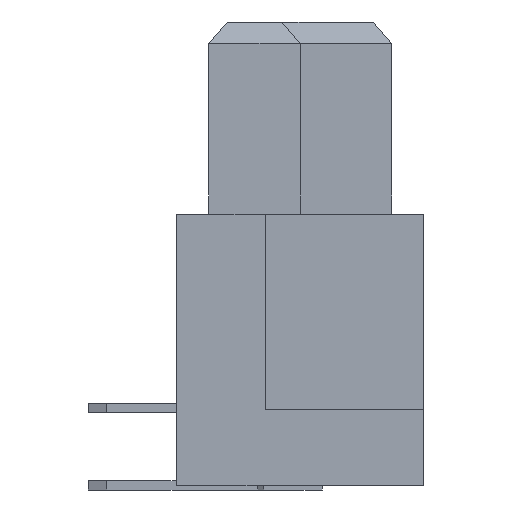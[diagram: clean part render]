
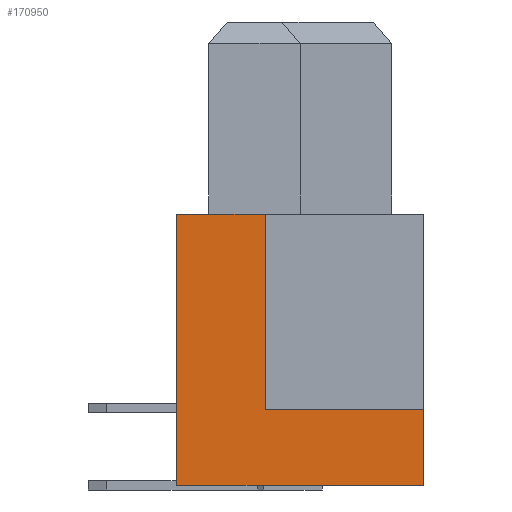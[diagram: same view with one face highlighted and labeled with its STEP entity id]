
A CAD part, left-side view. The second image highlights one B-rep face of the part: STEP entity #170950.
In plain terms, the highlighted planar face has unit normal (-1, 0, 0).
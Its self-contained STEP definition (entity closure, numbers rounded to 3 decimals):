
#167030=CARTESIAN_POINT('',(5.63,0.,-1.2));
#167040=VERTEX_POINT('',#167030);
#167320=CARTESIAN_POINT('',(5.63,0.,-3.7));
#167330=VERTEX_POINT('',#167320);
#167360=CARTESIAN_POINT('',(5.63,0.,5.2));
#167370=DIRECTION('',(0.,0.,-1.));
#167380=VECTOR('',#167370,1.);
#167390=LINE('',#167360,#167380);
#167400=EDGE_CURVE('',#167040,#167330,#167390,.T.);
#168940=CARTESIAN_POINT('',(5.63,8.1,5.2));
#168950=VERTEX_POINT('',#168940);
#168980=CARTESIAN_POINT('',(5.63,8.1,5.2));
#168990=DIRECTION('',(0.,0.,-1.));
#169000=VECTOR('',#168990,1.);
#169010=LINE('',#168980,#169000);
#169020=CARTESIAN_POINT('',(5.63,8.1,-3.7));
#169030=VERTEX_POINT('',#169020);
#169040=EDGE_CURVE('',#168950,#169030,#169010,.T.);
#169850=CARTESIAN_POINT('',(5.63,4.05,-1.2));
#169860=DIRECTION('',(0.,-1.,0.));
#169870=VECTOR('',#169860,1.);
#169880=LINE('',#169850,#169870);
#169890=CARTESIAN_POINT('',(5.63,5.2,-1.2));
#169900=VERTEX_POINT('',#169890);
#169910=EDGE_CURVE('',#169900,#167040,#169880,.T.);
#170580=CARTESIAN_POINT('',(5.63,5.2,5.2));
#170590=VERTEX_POINT('',#170580);
#170620=CARTESIAN_POINT('',(5.63,0.,5.2));
#170630=DIRECTION('',(0.,1.,0.));
#170640=VECTOR('',#170630,1.);
#170650=LINE('',#170620,#170640);
#170660=EDGE_CURVE('',#170590,#168950,#170650,.T.);
#170720=CARTESIAN_POINT('',(5.63,7.05,5.2));
#170730=DIRECTION('',(-1.,0.,0.));
#170740=DIRECTION('',(0.,-1.,0.));
#170750=AXIS2_PLACEMENT_3D('',#170720,#170730,#170740);
#170760=PLANE('',#170750);
#170770=CARTESIAN_POINT('',(5.63,5.2,5.2));
#170780=DIRECTION('',(0.,0.,-1.));
#170790=VECTOR('',#170780,1.);
#170800=LINE('',#170770,#170790);
#170810=EDGE_CURVE('',#170590,#169900,#170800,.T.);
#170820=ORIENTED_EDGE('',*,*,#170810,.F.);
#170830=ORIENTED_EDGE('',*,*,#169910,.F.);
#170840=ORIENTED_EDGE('',*,*,#167400,.F.);
#170850=CARTESIAN_POINT('',(5.63,0.,-3.7));
#170860=DIRECTION('',(0.,1.,0.));
#170870=VECTOR('',#170860,1.);
#170880=LINE('',#170850,#170870);
#170890=EDGE_CURVE('',#167330,#169030,#170880,.T.);
#170900=ORIENTED_EDGE('',*,*,#170890,.F.);
#170910=ORIENTED_EDGE('',*,*,#169040,.T.);
#170920=ORIENTED_EDGE('',*,*,#170660,.T.);
#170930=EDGE_LOOP('',(#170920,#170910,#170900,#170840,#170830,#170820));
#170940=FACE_OUTER_BOUND('',#170930,.T.);
#170950=ADVANCED_FACE('',(#170940),#170760,.T.);
